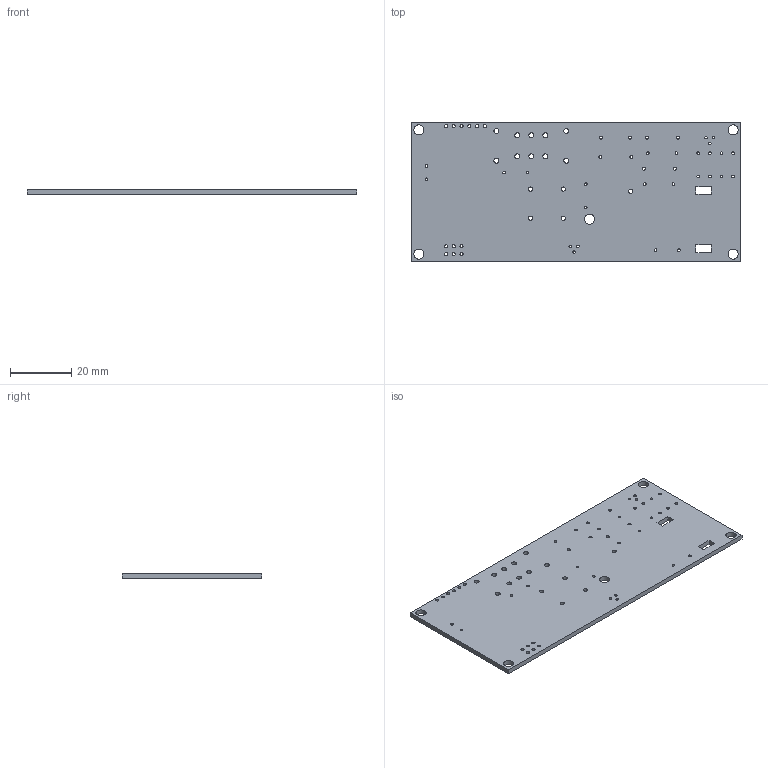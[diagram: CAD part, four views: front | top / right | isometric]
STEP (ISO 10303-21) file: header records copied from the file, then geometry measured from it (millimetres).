
FILE_DESCRIPTION(('KiCad electronic assembly'),'2;1');
FILE_NAME('kicadBoard.step','2022-11-06T04:57:59',('Pcbnew'),('Kicad'), 'Open CASCADE STEP processor 7.6','KiCad to STEP converter','Unknown' );
FILE_SCHEMA(('AUTOMOTIVE_DESIGN { 1 0 10303 214 1 1 1 1 }'));
Length unit declared in the file: millimetre
Products named in the file (2): kicadBoard 1; _autosave-kicadBoard PCB
Assembly tree (1 placements, depth 2):
  kicadBoard 1
    _autosave-kicadBoard PCB
Bounding box: 107.95 x 45.72 x 1.6 mm (x, y, z)
Volume: 7690 mm3; surface area: 10569.5 mm2
Topology: 1 solids, 1 shells, 80 faces, 234 edges, 156 vertices
Faces by surface type: cylinder 66, plane 14
Full cylindrical faces by diameter (mm): 0.813 x6, 0.9 x22, 1 x6, 1.016 x12, 1.4 x5, 1.65 x10, 3.302 x5
Entity records: 6091 total; most frequent: DIRECTION 998, CARTESIAN_POINT 940, ORIENTED_EDGE 468, PCURVE 468, DEFINITIONAL_REPRESENTATION 468, LINE 438, VECTOR 438, CIRCLE 264
